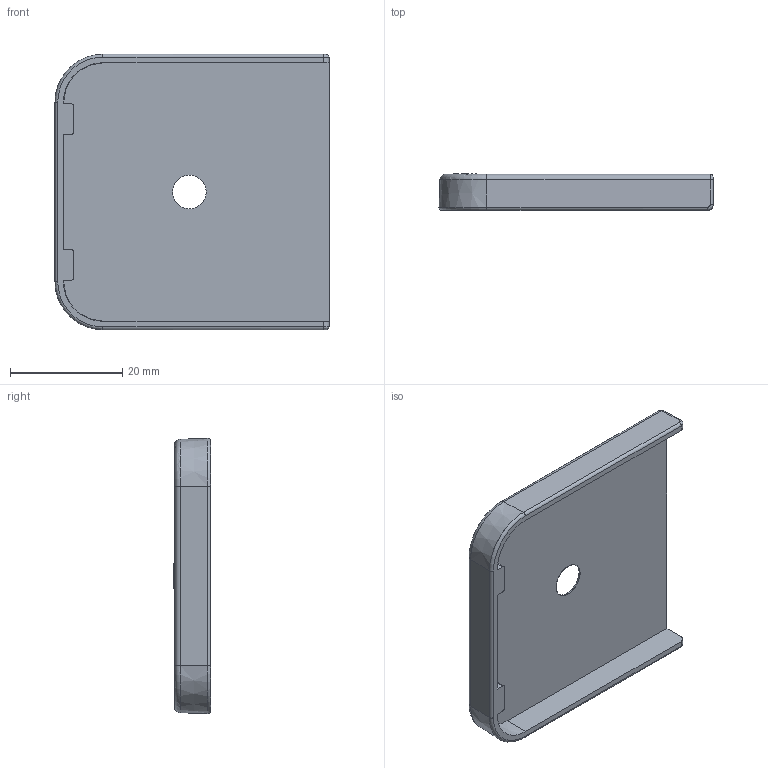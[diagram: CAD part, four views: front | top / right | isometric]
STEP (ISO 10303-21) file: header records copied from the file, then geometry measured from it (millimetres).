
FILE_DESCRIPTION(/* description */ (''),/* implementation_level */ '2;1');
FILE_NAME(/* name */ 'Top.ipt.step',/* time_stamp */ '2020-04-16T23:17:12-04:00',/* author */ ('Jordan'),/* organization */ (''),/* preprocessor_version */ 'ST-DEVELOPER v17',/* originating_system */ 'Autodesk Inventor 2019',/* authorisation */ '');
FILE_SCHEMA (('AUTOMOTIVE_DESIGN { 1 0 10303 214 3 1 1 }'));
Length unit declared in the file: inch
Products named in the file (1): Top
Bounding box: 48.85 x 6.6 x 49.09 mm (x, y, z)
Volume: 5048.9 mm3; surface area: 6231.2 mm2
Topology: 1 solids, 1 shells, 163 faces, 446 edges, 294 vertices
Faces by surface type: plane 130, cylinder 16, torus 6, bspline 6, cone 5
Full cylindrical faces by diameter (mm): 6 x1
Entity records: 5851 total; most frequent: CARTESIAN_POINT 1647, ORIENTED_EDGE 892, DIRECTION 818, EDGE_CURVE 446, LINE 374, VECTOR 374, VERTEX_POINT 294, AXIS2_PLACEMENT_3D 222
